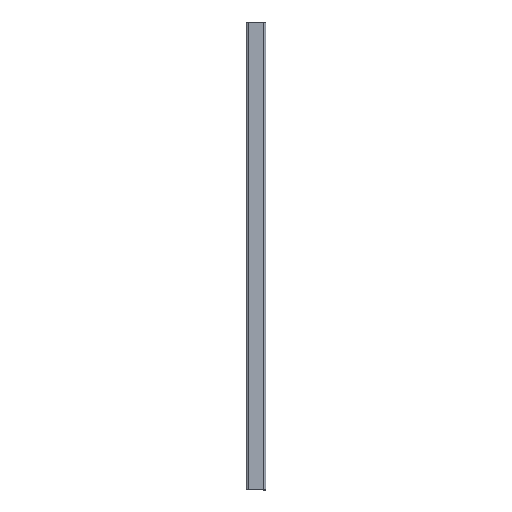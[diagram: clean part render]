
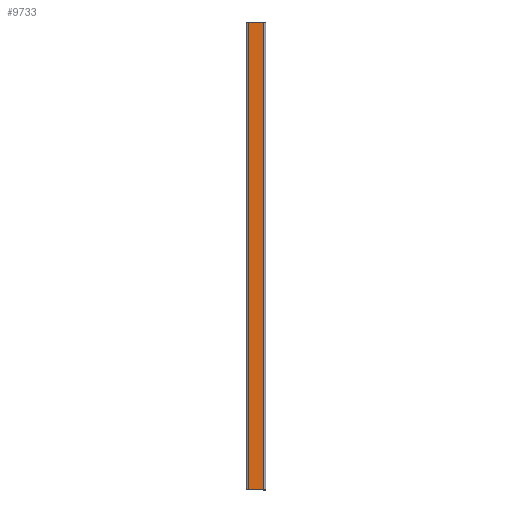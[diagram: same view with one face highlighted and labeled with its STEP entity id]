
A CAD part, left-side view. The second image highlights one B-rep face of the part: STEP entity #9733.
In plain terms, the highlighted planar face has unit normal (-1, 0, 0).
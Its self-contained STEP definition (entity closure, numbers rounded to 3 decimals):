
#489 = AXIS2_PLACEMENT_3D ( 'NONE', #6023, #23423, #10231 ) ;
#982 = LINE ( 'NONE', #25415, #16124 ) ;
#1046 = VERTEX_POINT ( 'NONE', #19931 ) ;
#1594 = CARTESIAN_POINT ( 'NONE',  ( -20.5, 18.75, -250. ) ) ;
#1606 = PLANE ( 'NONE',  #489 ) ;
#1878 = CARTESIAN_POINT ( 'NONE',  ( -20.5, 2.25, 0. ) ) ;
#6023 = CARTESIAN_POINT ( 'NONE',  ( -20.5, 0., -250. ) ) ;
#6937 = DIRECTION ( 'NONE',  ( 0., 1., 0. ) ) ;
#7264 = CARTESIAN_POINT ( 'NONE',  ( -20.5, 18.75, -500. ) ) ;
#7274 = VECTOR ( 'NONE', #23214, 1000. ) ;
#7829 = DIRECTION ( 'NONE',  ( 0., 0., 1. ) ) ;
#7994 = ORIENTED_EDGE ( 'NONE', *, *, #22591, .T. ) ;
#8248 = EDGE_LOOP ( 'NONE', ( #12722, #11344, #23802, #7994 ) ) ;
#8808 = EDGE_CURVE ( 'NONE', #1046, #25140, #26345, .T. ) ;
#9733 = ADVANCED_FACE ( 'NONE', ( #21099 ), #1606, .F. ) ;
#10231 = DIRECTION ( 'NONE',  ( 0., 0., -1. ) ) ;
#11344 = ORIENTED_EDGE ( 'NONE', *, *, #15698, .F. ) ;
#12722 = ORIENTED_EDGE ( 'NONE', *, *, #19686, .T. ) ;
#15527 = LINE ( 'NONE', #1594, #7274 ) ;
#15698 = EDGE_CURVE ( 'NONE', #25140, #17925, #15527, .T. ) ;
#15711 = VECTOR ( 'NONE', #25231, 1000. ) ;
#16124 = VECTOR ( 'NONE', #7829, 1000. ) ;
#17051 = VECTOR ( 'NONE', #6937, 1000. ) ;
#17925 = VERTEX_POINT ( 'NONE', #21084 ) ;
#19086 = CARTESIAN_POINT ( 'NONE',  ( -20.5, 0., 0. ) ) ;
#19686 = EDGE_CURVE ( 'NONE', #20288, #17925, #25997, .T. ) ;
#19931 = CARTESIAN_POINT ( 'NONE',  ( -20.5, 2.25, -500. ) ) ;
#20098 = CARTESIAN_POINT ( 'NONE',  ( -20.5, 0., -500. ) ) ;
#20288 = VERTEX_POINT ( 'NONE', #1878 ) ;
#21084 = CARTESIAN_POINT ( 'NONE',  ( -20.5, 18.75, 0. ) ) ;
#21099 = FACE_OUTER_BOUND ( 'NONE', #8248, .T. ) ;
#22591 = EDGE_CURVE ( 'NONE', #1046, #20288, #982, .T. ) ;
#23214 = DIRECTION ( 'NONE',  ( 0., 0., 1. ) ) ;
#23423 = DIRECTION ( 'NONE',  ( 1., 0., 0. ) ) ;
#23802 = ORIENTED_EDGE ( 'NONE', *, *, #8808, .F. ) ;
#25140 = VERTEX_POINT ( 'NONE', #7264 ) ;
#25231 = DIRECTION ( 'NONE',  ( 0., 1., 0. ) ) ;
#25415 = CARTESIAN_POINT ( 'NONE',  ( -20.5, 2.25, -250. ) ) ;
#25997 = LINE ( 'NONE', #19086, #15711 ) ;
#26345 = LINE ( 'NONE', #20098, #17051 ) ;
